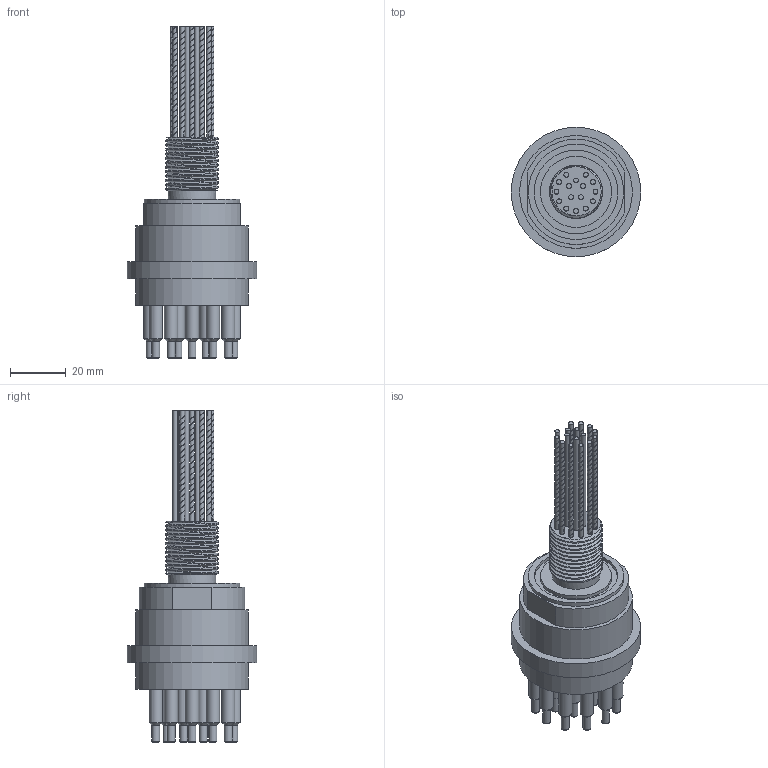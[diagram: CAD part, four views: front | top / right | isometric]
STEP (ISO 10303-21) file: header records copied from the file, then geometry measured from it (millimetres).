
FILE_DESCRIPTION(/* description */ (''),/* implementation_level */ '2;1');
FILE_NAME(/* name */ 'BH16M 3-4 SS.stp',/* time_stamp */ '2014-11-20T15:34:49+01:00',/* author */ ('sh'),/* organization */ (''),/* preprocessor_version */ 'ST-DEVELOPER v15.2',/* originating_system */ 'Autodesk Inventor 2014',/* authorisation */ '');
FILE_SCHEMA (('AUTOMOTIVE_DESIGN { 1 0 10303 214 3 1 1 }'));
Length unit declared in the file: millimetre
Products named in the file (1): BH16M 3-4 SS
Bounding box: 46.5 x 46.5 x 119.2 mm (x, y, z)
Volume: 60620.8 mm3; surface area: 17805.7 mm2
Topology: 1 solids, 1 shells, 577 faces, 1425 edges, 920 vertices
Faces by surface type: plane 270, bspline 205, cylinder 68, cone 34
Full cylindrical faces by diameter (mm): 1.7 x6, 2.8 x16, 4.8 x16, 17.102 x1, 25.5 x1, 30 x1, 34.2 x1, 40.5 x2, 46.5 x1
Entity records: 28686 total; most frequent: CARTESIAN_POINT 16015, ORIENTED_EDGE 2714, DIRECTION 1810, EDGE_CURVE 1347, VERTEX_POINT 919, LINE 796, VECTOR 796, EDGE_LOOP 724
